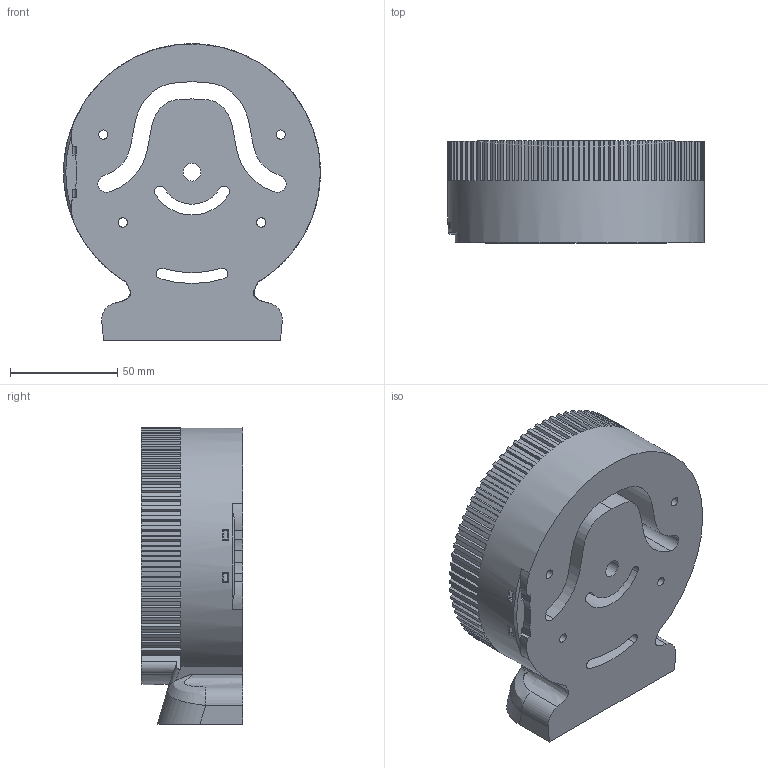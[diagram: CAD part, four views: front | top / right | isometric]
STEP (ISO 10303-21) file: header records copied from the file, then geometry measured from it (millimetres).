
FILE_DESCRIPTION(/* description */ (''),/* implementation_level */ '2;1');
FILE_NAME(/* name */ '2M2HA v8.step',/* time_stamp */ '2019-03-05T07:33:37-06:00',/* author */ (''),/* organization */ (''),/* preprocessor_version */ 'ST-DEVELOPER v17.2',/* originating_system */ 'Autodesk Translation Framework v7.6.0.251',/* authorisation */ '');
FILE_SCHEMA (('AUTOMOTIVE_DESIGN { 1 0 10303 214 3 1 1 }'));
Length unit declared in the file: millimetre
Products named in the file (1): 2M2HA
Bounding box: 120 x 47.5 x 138.52 mm (x, y, z)
Volume: 511822.7 mm3; surface area: 73812.9 mm2
Topology: 1 solids, 1 shells, 399 faces, 1172 edges, 782 vertices
Faces by surface type: plane 271, cylinder 105, bspline 14, cone 9
Full cylindrical faces by diameter (mm): 4.3 x6, 6 x6, 8.3 x1
Entity records: 15112 total; most frequent: CARTESIAN_POINT 4168, ORIENTED_EDGE 2344, DIRECTION 2267, EDGE_CURVE 1172, VERTEX_POINT 782, LINE 767, VECTOR 767, AXIS2_PLACEMENT_3D 750
